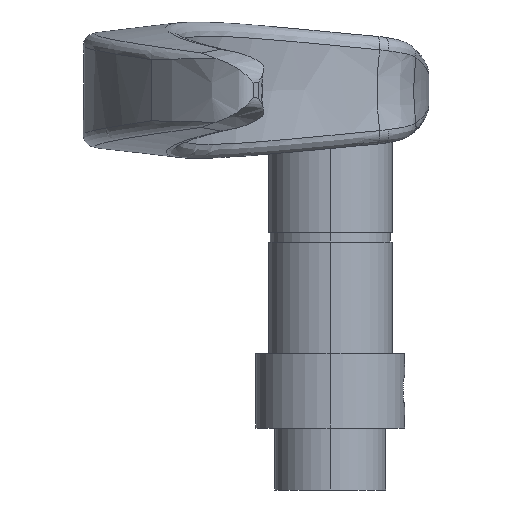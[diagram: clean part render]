
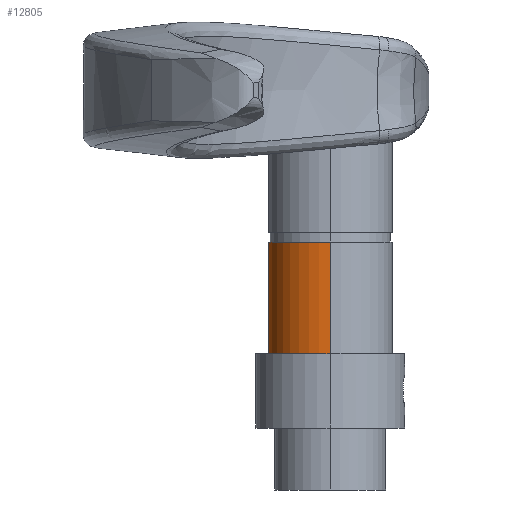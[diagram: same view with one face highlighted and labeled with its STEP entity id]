
A CAD part, left-side view. The second image highlights one B-rep face of the part: STEP entity #12805.
In plain terms, the highlighted cylindrical face has radius 10 mm (diameter 20 mm), a partial arc.
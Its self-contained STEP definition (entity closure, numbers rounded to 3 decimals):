
#188 = CARTESIAN_POINT ( 'NONE',  ( 10., 0., -38. ) ) ;
#255 = ORIENTED_EDGE ( 'NONE', *, *, #2602, .T. ) ;
#316 = DIRECTION ( 'NONE',  ( 0., 0., -1. ) ) ;
#558 = VERTEX_POINT ( 'NONE', #10822 ) ;
#1018 = DIRECTION ( 'NONE',  ( 0., 0., -1. ) ) ;
#1466 = AXIS2_PLACEMENT_3D ( 'NONE', #9590, #9575, #9557 ) ;
#1943 = VECTOR ( 'NONE', #316, 1000. ) ;
#1960 = LINE ( 'NONE', #7521, #10980 ) ;
#2302 = CIRCLE ( 'NONE', #10076, 10. ) ;
#2319 = CIRCLE ( 'NONE', #1466, 10. ) ;
#2602 = EDGE_CURVE ( 'NONE', #7215, #13932, #2319, .T. ) ;
#3714 = CYLINDRICAL_SURFACE ( 'NONE', #12172, 10. ) ;
#3915 = DIRECTION ( 'NONE',  ( -1., 0., 0. ) ) ;
#5062 = DIRECTION ( 'NONE',  ( 0., 0., 1. ) ) ;
#5124 = ORIENTED_EDGE ( 'NONE', *, *, #10917, .F. ) ;
#5306 = ORIENTED_EDGE ( 'NONE', *, *, #10879, .T. ) ;
#5846 = ORIENTED_EDGE ( 'NONE', *, *, #12076, .T. ) ;
#7110 = CARTESIAN_POINT ( 'NONE',  ( 0., 0., 28.284 ) ) ;
#7215 = VERTEX_POINT ( 'NONE', #12560 ) ;
#7521 = CARTESIAN_POINT ( 'NONE',  ( -10., 0., 28.284 ) ) ;
#7672 = CARTESIAN_POINT ( 'NONE',  ( 10., 0., -20. ) ) ;
#8712 = EDGE_LOOP ( 'NONE', ( #255, #5846, #5306, #5124 ) ) ;
#9005 = CARTESIAN_POINT ( 'NONE',  ( 10., 0., 28.284 ) ) ;
#9557 = DIRECTION ( 'NONE',  ( 1., 0., 0. ) ) ;
#9575 = DIRECTION ( 'NONE',  ( 0., 0., -1. ) ) ;
#9590 = CARTESIAN_POINT ( 'NONE',  ( 0., 0., -20. ) ) ;
#10076 = AXIS2_PLACEMENT_3D ( 'NONE', #11561, #5062, #12676 ) ;
#10738 = VERTEX_POINT ( 'NONE', #188 ) ;
#10776 = FACE_OUTER_BOUND ( 'NONE', #8712, .T. ) ;
#10822 = CARTESIAN_POINT ( 'NONE',  ( -10., 0., -38. ) ) ;
#10879 = EDGE_CURVE ( 'NONE', #10738, #558, #2302, .T. ) ;
#10917 = EDGE_CURVE ( 'NONE', #7215, #558, #1960, .T. ) ;
#10980 = VECTOR ( 'NONE', #1018, 1000. ) ;
#11514 = DIRECTION ( 'NONE',  ( 0., 0., -1. ) ) ;
#11561 = CARTESIAN_POINT ( 'NONE',  ( 0., 0., -38. ) ) ;
#12076 = EDGE_CURVE ( 'NONE', #13932, #10738, #13566, .T. ) ;
#12172 = AXIS2_PLACEMENT_3D ( 'NONE', #7110, #11514, #3915 ) ;
#12560 = CARTESIAN_POINT ( 'NONE',  ( -10., 0., -20. ) ) ;
#12676 = DIRECTION ( 'NONE',  ( -1., 0., 0. ) ) ;
#12805 = ADVANCED_FACE ( 'NONE', ( #10776 ), #3714, .T. ) ;
#13566 = LINE ( 'NONE', #9005, #1943 ) ;
#13932 = VERTEX_POINT ( 'NONE', #7672 ) ;
